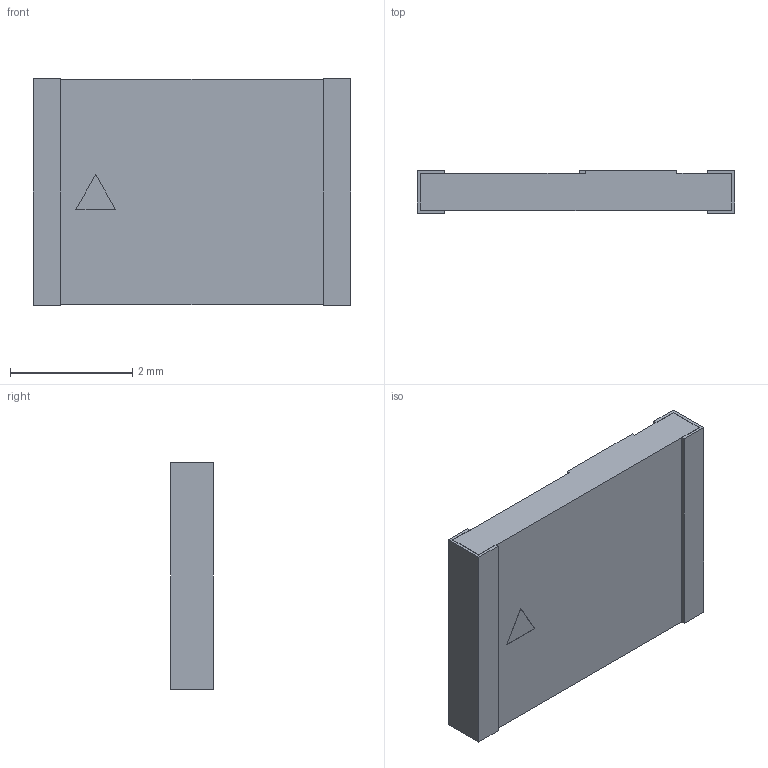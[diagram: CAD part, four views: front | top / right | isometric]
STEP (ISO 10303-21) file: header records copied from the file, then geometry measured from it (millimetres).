
FILE_DESCRIPTION(/* description */ ('Unknown'),/* implementation_level */ '2;1');
FILE_NAME(/* name */ '7488922455',/* time_stamp */ '2020-04-01T13:17:41+02:00',/* author */ ('Unknown'),/* organization */ ('Unknown'),/* preprocessor_version */ 'ST-DEVELOPER v16.7',/* originating_system */ 'DEX',/* authorisation */ $);
FILE_SCHEMA (('AUTOMOTIVE_DESIGN {1 0 10303 214 3 1 1}'));
Length unit declared in the file: millimetre
Products named in the file (1): 7488922455
Bounding box: 5.2 x 0.7 x 3.7 mm (x, y, z)
Volume: 11.9 mm3; surface area: 51.2 mm2
Topology: 1 solids, 1 shells, 42 faces, 109 edges, 70 vertices
Faces by surface type: plane 42
Entity records: 1569 total; most frequent: CARTESIAN_POINT 222, ORIENTED_EDGE 218, DIRECTION 195, EDGE_CURVE 109, LINE 109, VECTOR 109, VERTEX_POINT 70, EDGE_LOOP 43
